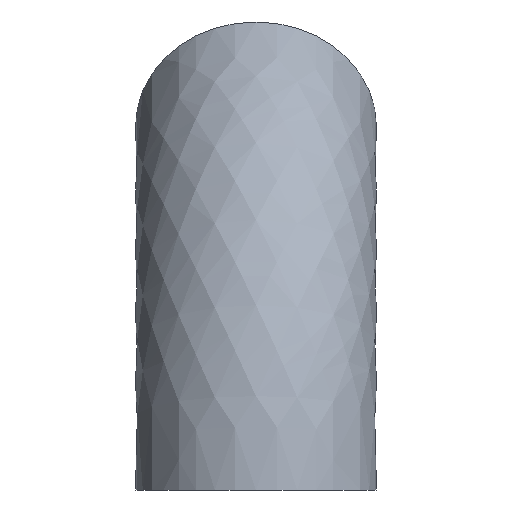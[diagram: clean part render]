
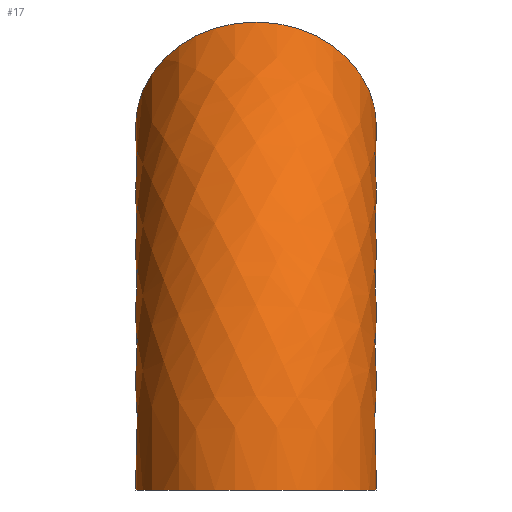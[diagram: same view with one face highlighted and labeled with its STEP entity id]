
A CAD part, left-side view. The second image highlights one B-rep face of the part: STEP entity #17.
In plain terms, the highlighted face is a revolution surface.
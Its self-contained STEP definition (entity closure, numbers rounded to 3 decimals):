
#17 = ADVANCED_FACE('',(#18),#33,.F.);
#18 = FACE_BOUND('',#19,.F.);
#19 = EDGE_LOOP('',(#20,#55,#86,#87));
#20 = ORIENTED_EDGE('',*,*,#21,.T.);
#21 = EDGE_CURVE('',#22,#24,#26,.T.);
#22 = VERTEX_POINT('',#23);
#23 = CARTESIAN_POINT('',(-28.355,-0.409,0.));
#24 = VERTEX_POINT('',#25);
#25 = CARTESIAN_POINT('',(-14.178,-0.409,24.556));
#26 = SEAM_CURVE('',#27,(#32,#48),.PCURVE_S1.);
#27 = CIRCLE('',#28,28.355);
#28 = AXIS2_PLACEMENT_3D('',#29,#30,#31);
#29 = CARTESIAN_POINT('',(0.,-0.409,0.));
#30 = DIRECTION('',(0.,1.,-0.));
#31 = DIRECTION('',(-1.,0.,0.));
#32 = PCURVE('',#33,#42);
#33 = SURFACE_OF_REVOLUTION('',#34,#39);
#34 = CIRCLE('',#35,11.406);
#35 = AXIS2_PLACEMENT_3D('',#36,#37,#38);
#36 = CARTESIAN_POINT('',(-39.761,-0.409,0.));
#37 = DIRECTION('',(0.,0.,1.));
#38 = DIRECTION('',(1.,0.,0.));
#39 = AXIS1_PLACEMENT('',#40,#41);
#40 = CARTESIAN_POINT('',(0.,0.,0.));
#41 = DIRECTION('',(0.,1.,0.));
#42 = DEFINITIONAL_REPRESENTATION('',(#43),#47);
#43 = LINE('',#44,#45);
#44 = CARTESIAN_POINT('',(0.,0.));
#45 = VECTOR('',#46,1.);
#46 = DIRECTION('',(1.,0.));
#47 = ( GEOMETRIC_REPRESENTATION_CONTEXT(2) 
PARAMETRIC_REPRESENTATION_CONTEXT() REPRESENTATION_CONTEXT('2D SPACE',''
  ) );
#48 = PCURVE('',#33,#49);
#49 = DEFINITIONAL_REPRESENTATION('',(#50),#54);
#50 = LINE('',#51,#52);
#51 = CARTESIAN_POINT('',(0.,6.283));
#52 = VECTOR('',#53,1.);
#53 = DIRECTION('',(1.,0.));
#54 = ( GEOMETRIC_REPRESENTATION_CONTEXT(2) 
PARAMETRIC_REPRESENTATION_CONTEXT() REPRESENTATION_CONTEXT('2D SPACE',''
  ) );
#55 = ORIENTED_EDGE('',*,*,#56,.T.);
#56 = EDGE_CURVE('',#24,#24,#57,.T.);
#57 = SURFACE_CURVE('',#58,(#63,#70),.PCURVE_S1.);
#58 = CIRCLE('',#59,11.406);
#59 = AXIS2_PLACEMENT_3D('',#60,#61,#62);
#60 = CARTESIAN_POINT('',(-19.88,-0.409,34.434));
#61 = DIRECTION('',(0.866,-0.,0.5));
#62 = DIRECTION('',(0.5,0.,-0.866));
#63 = PCURVE('',#33,#64);
#64 = DEFINITIONAL_REPRESENTATION('',(#65),#69);
#65 = LINE('',#66,#67);
#66 = CARTESIAN_POINT('',(1.047,0.));
#67 = VECTOR('',#68,1.);
#68 = DIRECTION('',(0.,1.));
#69 = ( GEOMETRIC_REPRESENTATION_CONTEXT(2) 
PARAMETRIC_REPRESENTATION_CONTEXT() REPRESENTATION_CONTEXT('2D SPACE',''
  ) );
#70 = PCURVE('',#71,#76);
#71 = PLANE('',#72);
#72 = AXIS2_PLACEMENT_3D('',#73,#74,#75);
#73 = CARTESIAN_POINT('',(-14.178,-0.409,24.556));
#74 = DIRECTION('',(-0.866,0.,-0.5));
#75 = DIRECTION('',(-0.5,0.,0.866));
#76 = DEFINITIONAL_REPRESENTATION('',(#77),#85);
#77 = ( BOUNDED_CURVE() B_SPLINE_CURVE(2,(#78,#79,#80,#81,#82,#83,#84),
.UNSPECIFIED.,.F.,.F.) B_SPLINE_CURVE_WITH_KNOTS((1,2,2,2,2,1),(
    -2.094,0.,2.094,4.189,6.283,
8.378),.UNSPECIFIED.) CURVE() GEOMETRIC_REPRESENTATION_ITEM() 
RATIONAL_B_SPLINE_CURVE((1.,0.5,1.,0.5,1.,0.5,1.)) REPRESENTATION_ITEM(
  '') );
#78 = CARTESIAN_POINT('',(0.,0.));
#79 = CARTESIAN_POINT('',(0.,19.755));
#80 = CARTESIAN_POINT('',(17.108,9.878));
#81 = CARTESIAN_POINT('',(34.217,0.));
#82 = CARTESIAN_POINT('',(17.108,-9.878));
#83 = CARTESIAN_POINT('',(0.,-19.755));
#84 = CARTESIAN_POINT('',(0.,0.));
#85 = ( GEOMETRIC_REPRESENTATION_CONTEXT(2) 
PARAMETRIC_REPRESENTATION_CONTEXT() REPRESENTATION_CONTEXT('2D SPACE',''
  ) );
#86 = ORIENTED_EDGE('',*,*,#21,.F.);
#87 = ORIENTED_EDGE('',*,*,#88,.F.);
#88 = EDGE_CURVE('',#22,#22,#89,.T.);
#89 = SURFACE_CURVE('',#90,(#95,#102),.PCURVE_S1.);
#90 = CIRCLE('',#91,11.406);
#91 = AXIS2_PLACEMENT_3D('',#92,#93,#94);
#92 = CARTESIAN_POINT('',(-39.761,-0.409,0.));
#93 = DIRECTION('',(0.,0.,1.));
#94 = DIRECTION('',(1.,0.,0.));
#95 = PCURVE('',#33,#96);
#96 = DEFINITIONAL_REPRESENTATION('',(#97),#101);
#97 = LINE('',#98,#99);
#98 = CARTESIAN_POINT('',(0.,0.));
#99 = VECTOR('',#100,1.);
#100 = DIRECTION('',(0.,1.));
#101 = ( GEOMETRIC_REPRESENTATION_CONTEXT(2) 
PARAMETRIC_REPRESENTATION_CONTEXT() REPRESENTATION_CONTEXT('2D SPACE',''
  ) );
#102 = PCURVE('',#103,#108);
#103 = PLANE('',#104);
#104 = AXIS2_PLACEMENT_3D('',#105,#106,#107);
#105 = CARTESIAN_POINT('',(-28.355,-0.409,0.));
#106 = DIRECTION('',(0.,0.,-1.));
#107 = DIRECTION('',(-1.,0.,0.));
#108 = DEFINITIONAL_REPRESENTATION('',(#109),#117);
#109 = ( BOUNDED_CURVE() B_SPLINE_CURVE(2,(#110,#111,#112,#113,#114,#115
,#116),.UNSPECIFIED.,.F.,.F.) B_SPLINE_CURVE_WITH_KNOTS((1,2,2,2,2,1),(
    -2.094,0.,2.094,4.189,6.283,
8.378),.UNSPECIFIED.) CURVE() GEOMETRIC_REPRESENTATION_ITEM() 
RATIONAL_B_SPLINE_CURVE((1.,0.5,1.,0.5,1.,0.5,1.)) REPRESENTATION_ITEM(
  '') );
#110 = CARTESIAN_POINT('',(0.,0.));
#111 = CARTESIAN_POINT('',(0.,19.755));
#112 = CARTESIAN_POINT('',(17.108,9.878));
#113 = CARTESIAN_POINT('',(34.217,0.));
#114 = CARTESIAN_POINT('',(17.108,-9.878));
#115 = CARTESIAN_POINT('',(0.,-19.755));
#116 = CARTESIAN_POINT('',(0.,0.));
#117 = ( GEOMETRIC_REPRESENTATION_CONTEXT(2) 
PARAMETRIC_REPRESENTATION_CONTEXT() REPRESENTATION_CONTEXT('2D SPACE',''
  ) );
